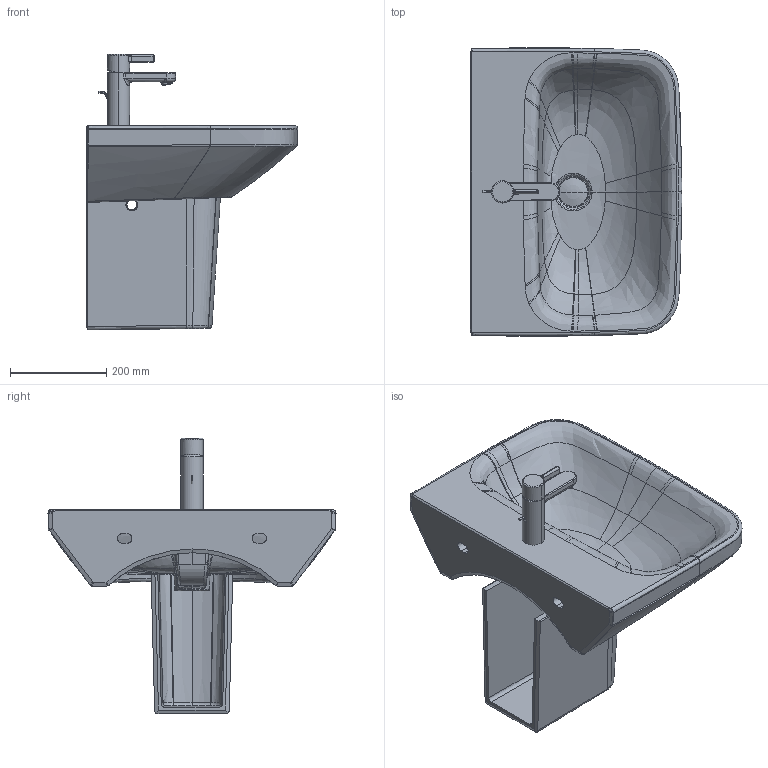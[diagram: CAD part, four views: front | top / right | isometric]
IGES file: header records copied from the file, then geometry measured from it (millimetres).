
Global section: file name: No Iges File Name specified; native system: Autodesk Inventor 2011; preprocessor: AutoDesk Inventor Iges Exporter R2011; author: Administrator; date: 20130527.174802; units: millimetre
Bounding box: 440.21 x 599.95 x 573.68 mm (x, y, z)
Volume: 17044720.6 mm3; surface area: 1399024.1 mm2
Topology: 8 solids, 9 shells, 637 faces, 1587 edges, 971 vertices
Faces by surface type: bspline 424, plane 83, cylinder 54, revolution 52, torus 17, cone 5, sphere 2
